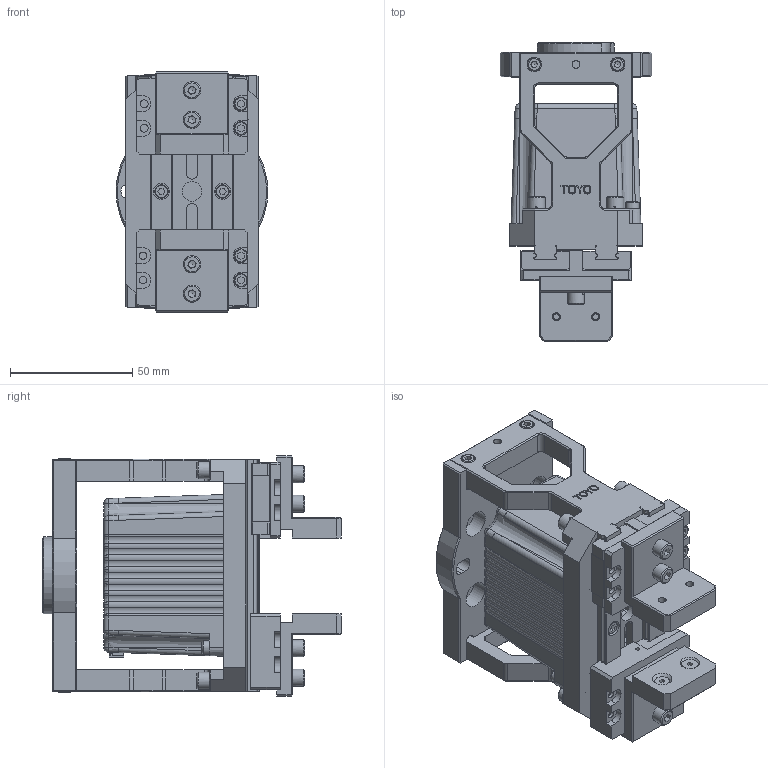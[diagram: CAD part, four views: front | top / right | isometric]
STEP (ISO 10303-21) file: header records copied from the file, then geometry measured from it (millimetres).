
FILE_DESCRIPTION(/* description */ (''),/* implementation_level */ '2;1');
FILE_NAME(/* name */ '組合圖單1.stp',/* time_stamp */ '2017-07-19T10:34:53+08:00',/* author */ ('user'),/* organization */ (''),/* preprocessor_version */ 'ST-DEVELOPER v15.2',/* originating_system */ 'Autodesk Inventor 2014',/* authorisation */ '');
FILE_SCHEMA (('AUTOMOTIVE_DESIGN { 1 0 10303 214 3 1 1 }'));
Products named in the file (1): 組合圖單1
Bounding box: 62 x 122 x 98 mm (x, y, z)
Volume: 191757.5 mm3; surface area: 97676 mm2
Topology: 4 solids, 66 shells, 2450 faces, 6275 edges, 4001 vertices
Faces by surface type: plane 1569, cylinder 514, cone 159, bspline 152, torus 30, sphere 26
Full cylindrical faces by diameter (mm): 0.6 x2, 0.7 x2, 1.5 x2, 1.6 x2, 2 x2, 2.2 x4, 2.25 x4, 2.459 x9, 2.5 x15, 2.8 x2, 3 x58, 3.2 x5, 3.242 x6, 3.3 x8, 3.4 x4, 3.5 x10, 4 x8, 4.2 x12, 4.5 x4, 5.5 x22, 6 x9, 6.2 x4, 6.5 x16, 7 x8, 8 x1, 11 x4, 52 x1
Entity records: 75143 total; most frequent: CARTESIAN_POINT 15416, DIRECTION 11603, ORIENTED_EDGE 11476, EDGE_CURVE 5734, LINE 3931, VECTOR 3931, AXIS2_PLACEMENT_3D 3836, VERTEX_POINT 3832
